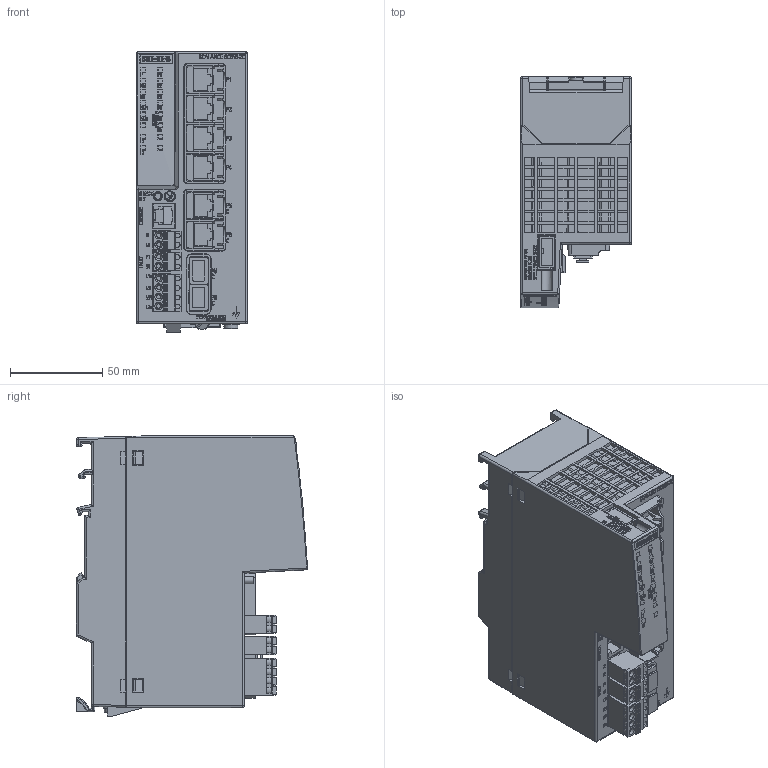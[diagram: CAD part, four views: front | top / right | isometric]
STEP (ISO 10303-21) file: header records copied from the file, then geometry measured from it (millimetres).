
FILE_DESCRIPTION(/* description */ (''),/* implementation_level */ '2;1');
FILE_NAME(/* name */ '6GK5646-2GS00-2AC2_3d.stp',/* time_stamp */ '2022-03-14T11:18:56+01:00',/* author */ (''),/* organization */ (''),/* preprocessor_version */ 'ST-DEVELOPER v18.1',/* originating_system */ 'SIEMENS PLM Software NX 1973',/* authorisation */ '');
FILE_SCHEMA (('AUTOMOTIVE_DESIGN { 1 0 10303 214 3 1 1 1 }'));
Products named in the file (8): Beschriftung; Stecker_1; C-Plug; Stecker_2; Adapter; Kappe; Body; 041_6GK5646-2GS00-2AC2_stp
Assembly tree (8 placements, depth 2):
  041_6GK5646-2GS00-2AC2_stp
    Body
    Kappe
    Adapter
    Stecker_2  x2
    C-Plug
    Stecker_1
    Beschriftung
Bounding box: 60 x 125 x 151.6 mm (x, y, z)
Volume: 757669.7 mm3; surface area: 108690.7 mm2
Topology: 8 solids, 186 shells, 3237 faces, 10002 edges, 7162 vertices
Faces by surface type: plane 2517, cylinder 653, sphere 23, bspline 18, cone 16, torus 7, extrusion 3
Full cylindrical faces by diameter (mm): 0.45 x24, 1.4 x8, 2 x2, 2.3 x8, 2.8 x8, 3 x18, 3.127 x1, 3.9 x1, 4 x12, 4.2 x1, 5 x1, 6 x2, 6.957 x1, 7 x1, 8.139 x1, 9 x1
Entity records: 136676 total; most frequent: CARTESIAN_POINT 27981, ORIENTED_EDGE 17313, DIRECTION 16452, EDGE_CURVE 9583, VECTOR 7398, LINE 7395, VERTEX_POINT 6963, AXIS2_PLACEMENT_3D 4527
